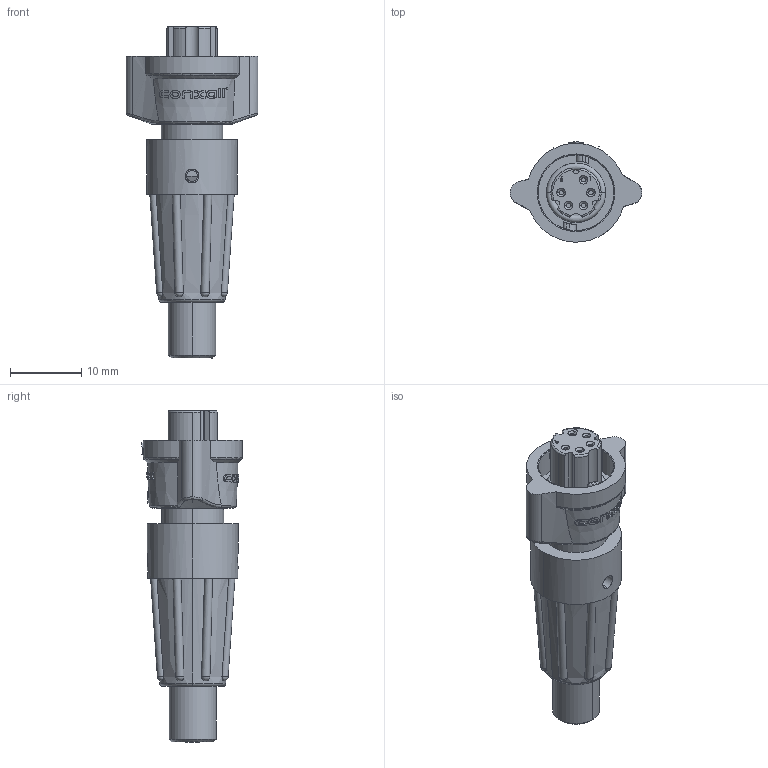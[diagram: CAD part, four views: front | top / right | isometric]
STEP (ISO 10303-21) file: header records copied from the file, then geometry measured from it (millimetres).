
FILE_DESCRIPTION (( 'STEP AP203' ), '1' );
FILE_NAME ('W16980-5SG-P-5XX.STEP', '2020-12-29T16:07:37', ( '' ), ( '' ), 'SwSTEP 2.0', 'SolidWorks 2020', '' );
FILE_SCHEMA (( 'CONFIG_CONTROL_DESIGN' ));
Length unit declared in the file: millimetre
Products named in the file (3): W16980-5SG-P.step; 5XX BACKSHELL.step; W16980-5SG-P-5XX
Assembly tree (2 placements, depth 2):
  W16980-5SG-P-5XX
    W16980-5SG-P.step
    5XX BACKSHELL.step
Bounding box: 18.48 x 14.07 x 46.55 mm (x, y, z)
Volume: 3190.4 mm3; surface area: 3438.9 mm2
Topology: 4 solids, 4 shells, 464 faces, 1308 edges, 873 vertices
Faces by surface type: plane 202, cylinder 127, bspline 62, cone 38, torus 19, sphere 16
Entity records: 20209 total; most frequent: CARTESIAN_POINT 9001, ORIENTED_EDGE 2576, DIRECTION 1865, EDGE_CURVE 1288, VERTEX_POINT 869, AXIS2_PLACEMENT_3D 677, EDGE_LOOP 515, LINE 511
